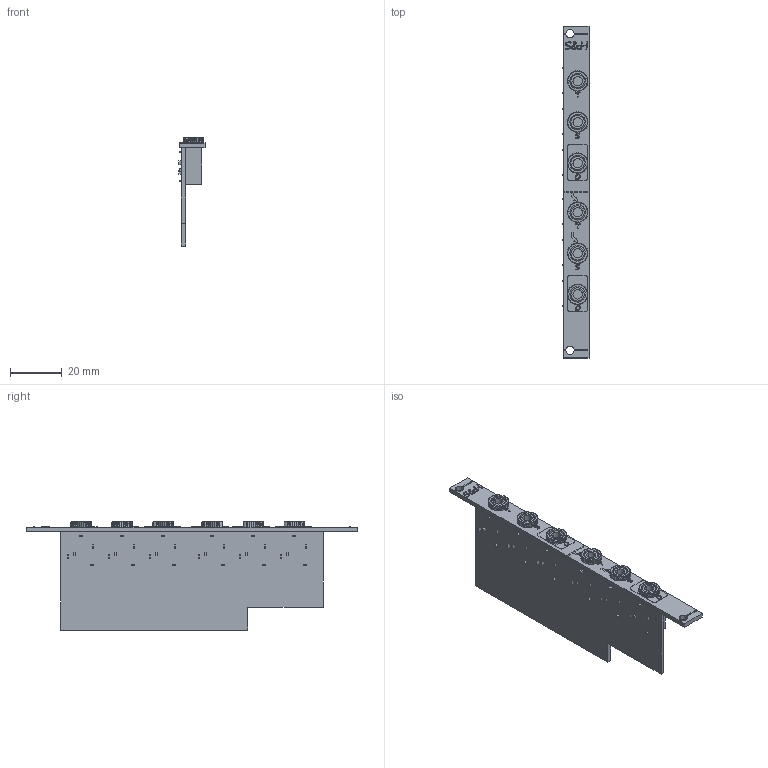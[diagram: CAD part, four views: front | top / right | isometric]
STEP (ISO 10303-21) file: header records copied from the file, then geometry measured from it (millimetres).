
FILE_DESCRIPTION (( 'STEP AP214' ), '1' );
FILE_NAME ('Sample&Hold.STEP', '2021-06-18T03:40:24', ( '' ), ( '' ), 'SwSTEP 2.0', 'SolidWorks 2020', '' );
FILE_SCHEMA (( 'AUTOMOTIVE_DESIGN' ));
Length unit declared in the file: millimetre
Products named in the file (5): Sample&Hold; Sample&Hold Frontplatte; Teil2^Sample&Hold; PJ324M; ID_1_2
Assembly tree (14 placements, depth 2):
  Sample&Hold
    Sample&Hold Frontplatte
    Teil2^Sample&Hold
    PJ324M  x6
    ID_1_2  x6
Bounding box: 10.07 x 128.5 x 41.9 mm (x, y, z)
Volume: 14531.3 mm3; surface area: 16141.5 mm2
Topology: 14 solids, 14 shells, 1358 faces, 3798 edges, 2526 vertices
Faces by surface type: plane 744, cone 390, bspline 164, cylinder 60
Entity records: 26135 total; most frequent: CARTESIAN_POINT 11853, ORIENTED_EDGE 2616, DIRECTION 1637, EDGE_CURVE 1308, VERTEX_POINT 871, LINE 727, VECTOR 727, EDGE_LOOP 519
